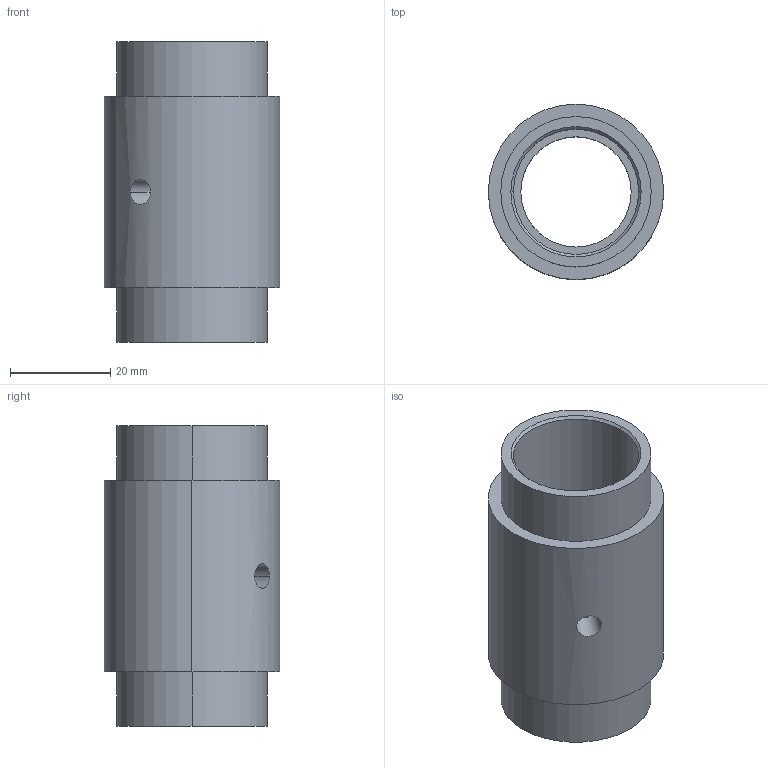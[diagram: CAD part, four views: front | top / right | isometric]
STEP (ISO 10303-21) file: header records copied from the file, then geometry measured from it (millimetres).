
FILE_DESCRIPTION (( 'STEP AP214' ), '1' );
FILE_NAME ('GIN-PRS01-USN01.STEP', '2022-01-19T14:10:41', ( '' ), ( '' ), 'SwSTEP 2.0', 'SolidWorks 2021', '' );
FILE_SCHEMA (( 'AUTOMOTIVE_DESIGN' ));
Length unit declared in the file: millimetre
Products named in the file (1): GIN-PRS01-USN01
Bounding box: 35 x 35 x 60 mm (x, y, z)
Volume: 24776.6 mm3; surface area: 11960.9 mm2
Topology: 1 solids, 1 shells, 24 faces, 50 edges, 32 vertices
Faces by surface type: cylinder 14, plane 6, cone 4
Entity records: 826 total; most frequent: CARTESIAN_POINT 227, DIRECTION 124, ORIENTED_EDGE 100, AXIS2_PLACEMENT_3D 53, EDGE_CURVE 50, VERTEX_POINT 32, EDGE_LOOP 32, CIRCLE 28
